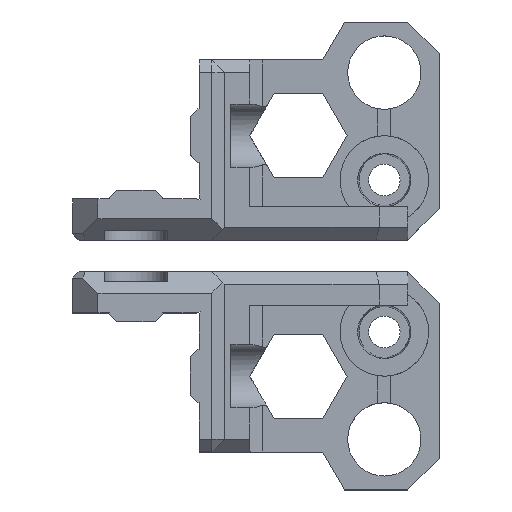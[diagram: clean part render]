
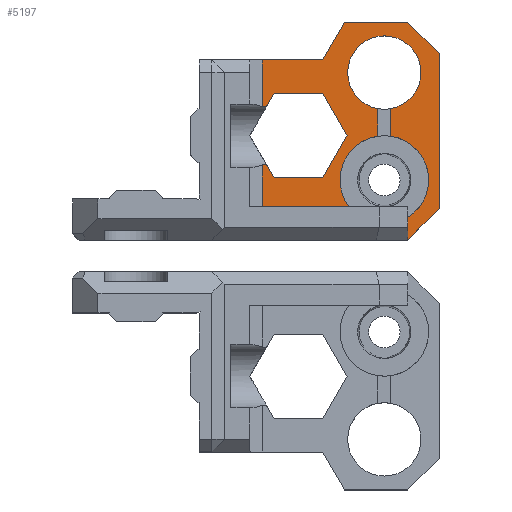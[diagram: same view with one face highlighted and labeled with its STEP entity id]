
A CAD part, top view. The second image highlights one B-rep face of the part: STEP entity #5197.
In plain terms, the highlighted planar face has unit normal (0, 0, 1).
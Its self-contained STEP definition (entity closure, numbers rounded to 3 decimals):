
#134=PLANE('',#5564);
#419=FACE_OUTER_BOUND('',#727,.T.);
#727=EDGE_LOOP('',(#3864,#3865,#3866,#3867,#3868,#3869,#3870,#3871,#3872,
#3873,#3874,#3875,#3876,#3877,#3878,#3879,#3880,#3881,#3882,#3883,#3884,
#3885,#3886,#3887));
#1065=LINE('',#7466,#1741);
#1068=LINE('',#7471,#1744);
#1070=LINE('',#7475,#1746);
#1127=LINE('',#7598,#1803);
#1132=LINE('',#7613,#1808);
#1135=LINE('',#7619,#1811);
#1136=LINE('',#7623,#1812);
#1137=LINE('',#7629,#1813);
#1138=LINE('',#7632,#1814);
#1139=LINE('',#7634,#1815);
#1140=LINE('',#7636,#1816);
#1141=LINE('',#7638,#1817);
#1142=LINE('',#7640,#1818);
#1143=LINE('',#7642,#1819);
#1144=LINE('',#7643,#1820);
#1145=LINE('',#7645,#1821);
#1146=LINE('',#7647,#1822);
#1147=LINE('',#7648,#1823);
#1148=LINE('',#7650,#1824);
#1149=LINE('',#7651,#1825);
#1741=VECTOR('',#6013,10.);
#1744=VECTOR('',#6018,10.);
#1746=VECTOR('',#6022,10.);
#1803=VECTOR('',#6115,10.);
#1808=VECTOR('',#6128,10.);
#1811=VECTOR('',#6133,10.);
#1812=VECTOR('',#6136,10.);
#1813=VECTOR('',#6141,10.);
#1814=VECTOR('',#6144,10.);
#1815=VECTOR('',#6145,10.);
#1816=VECTOR('',#6146,10.);
#1817=VECTOR('',#6147,10.);
#1818=VECTOR('',#6148,10.);
#1819=VECTOR('',#6149,10.);
#1820=VECTOR('',#6150,10.);
#1821=VECTOR('',#6151,10.);
#1822=VECTOR('',#6152,10.);
#1823=VECTOR('',#6153,10.);
#1824=VECTOR('',#6154,10.);
#1825=VECTOR('',#6155,10.);
#2376=CIRCLE('',#5565,7.);
#2377=CIRCLE('',#5566,5.8);
#2378=CIRCLE('',#5567,5.8);
#2379=CIRCLE('',#5568,7.);
#2472=VERTEX_POINT('',#7463);
#2473=VERTEX_POINT('',#7465);
#2474=VERTEX_POINT('',#7469);
#2475=VERTEX_POINT('',#7473);
#2515=VERTEX_POINT('',#7572);
#2521=VERTEX_POINT('',#7594);
#2523=VERTEX_POINT('',#7597);
#2528=VERTEX_POINT('',#7610);
#2529=VERTEX_POINT('',#7612);
#2531=VERTEX_POINT('',#7618);
#2532=VERTEX_POINT('',#7620);
#2533=VERTEX_POINT('',#7622);
#2534=VERTEX_POINT('',#7624);
#2535=VERTEX_POINT('',#7626);
#2536=VERTEX_POINT('',#7628);
#2537=VERTEX_POINT('',#7630);
#2538=VERTEX_POINT('',#7633);
#2539=VERTEX_POINT('',#7635);
#2540=VERTEX_POINT('',#7637);
#2541=VERTEX_POINT('',#7639);
#2542=VERTEX_POINT('',#7641);
#2543=VERTEX_POINT('',#7644);
#2544=VERTEX_POINT('',#7646);
#2545=VERTEX_POINT('',#7649);
#2970=EDGE_CURVE('',#2473,#2472,#1065,.T.);
#2973=EDGE_CURVE('',#2472,#2474,#1068,.T.);
#2975=EDGE_CURVE('',#2474,#2475,#1070,.T.);
#3036=EDGE_CURVE('',#2521,#2523,#1127,.T.);
#3043=EDGE_CURVE('',#2528,#2529,#1132,.T.);
#3046=EDGE_CURVE('',#2521,#2531,#1135,.T.);
#3047=EDGE_CURVE('',#2531,#2532,#2376,.T.);
#3048=EDGE_CURVE('',#2532,#2533,#1136,.T.);
#3049=EDGE_CURVE('',#2533,#2534,#2377,.T.);
#3050=EDGE_CURVE('',#2534,#2535,#2378,.T.);
#3051=EDGE_CURVE('',#2535,#2536,#1137,.T.);
#3052=EDGE_CURVE('',#2536,#2537,#2379,.T.);
#3053=EDGE_CURVE('',#2537,#2515,#1138,.T.);
#3054=EDGE_CURVE('',#2538,#2515,#1139,.T.);
#3055=EDGE_CURVE('',#2538,#2539,#1140,.T.);
#3056=EDGE_CURVE('',#2540,#2539,#1141,.T.);
#3057=EDGE_CURVE('',#2540,#2541,#1142,.T.);
#3058=EDGE_CURVE('',#2542,#2541,#1143,.T.);
#3059=EDGE_CURVE('',#2529,#2542,#1144,.T.);
#3060=EDGE_CURVE('',#2528,#2543,#1145,.T.);
#3061=EDGE_CURVE('',#2543,#2544,#1146,.T.);
#3062=EDGE_CURVE('',#2544,#2473,#1147,.T.);
#3063=EDGE_CURVE('',#2475,#2545,#1148,.T.);
#3064=EDGE_CURVE('',#2545,#2523,#1149,.T.);
#3864=ORIENTED_EDGE('',*,*,#3036,.F.);
#3865=ORIENTED_EDGE('',*,*,#3046,.T.);
#3866=ORIENTED_EDGE('',*,*,#3047,.T.);
#3867=ORIENTED_EDGE('',*,*,#3048,.T.);
#3868=ORIENTED_EDGE('',*,*,#3049,.T.);
#3869=ORIENTED_EDGE('',*,*,#3050,.T.);
#3870=ORIENTED_EDGE('',*,*,#3051,.T.);
#3871=ORIENTED_EDGE('',*,*,#3052,.T.);
#3872=ORIENTED_EDGE('',*,*,#3053,.T.);
#3873=ORIENTED_EDGE('',*,*,#3054,.F.);
#3874=ORIENTED_EDGE('',*,*,#3055,.T.);
#3875=ORIENTED_EDGE('',*,*,#3056,.F.);
#3876=ORIENTED_EDGE('',*,*,#3057,.T.);
#3877=ORIENTED_EDGE('',*,*,#3058,.F.);
#3878=ORIENTED_EDGE('',*,*,#3059,.F.);
#3879=ORIENTED_EDGE('',*,*,#3043,.F.);
#3880=ORIENTED_EDGE('',*,*,#3060,.T.);
#3881=ORIENTED_EDGE('',*,*,#3061,.T.);
#3882=ORIENTED_EDGE('',*,*,#3062,.T.);
#3883=ORIENTED_EDGE('',*,*,#2970,.T.);
#3884=ORIENTED_EDGE('',*,*,#2973,.T.);
#3885=ORIENTED_EDGE('',*,*,#2975,.T.);
#3886=ORIENTED_EDGE('',*,*,#3063,.T.);
#3887=ORIENTED_EDGE('',*,*,#3064,.T.);
#5197=ADVANCED_FACE('',(#419),#134,.T.);
#5564=AXIS2_PLACEMENT_3D('',#7617,#6131,#6132);
#5565=AXIS2_PLACEMENT_3D('',#7621,#6134,#6135);
#5566=AXIS2_PLACEMENT_3D('',#7625,#6137,#6138);
#5567=AXIS2_PLACEMENT_3D('',#7627,#6139,#6140);
#5568=AXIS2_PLACEMENT_3D('',#7631,#6142,#6143);
#6013=DIRECTION('',(0.5,-0.866,0.));
#6018=DIRECTION('',(-0.5,-0.866,0.));
#6022=DIRECTION('',(-1.,0.,0.));
#6115=DIRECTION('',(0.,1.,0.));
#6128=DIRECTION('',(0.,1.,0.));
#6131=DIRECTION('center_axis',(0.,0.,1.));
#6132=DIRECTION('ref_axis',(1.,0.,0.));
#6133=DIRECTION('',(1.,0.,0.));
#6134=DIRECTION('center_axis',(0.,0.,-1.));
#6135=DIRECTION('ref_axis',(1.,0.,0.));
#6136=DIRECTION('',(0.,1.,0.));
#6137=DIRECTION('center_axis',(0.,0.,-1.));
#6138=DIRECTION('ref_axis',(1.,0.,0.));
#6139=DIRECTION('center_axis',(0.,0.,-1.));
#6140=DIRECTION('ref_axis',(1.,0.,0.));
#6141=DIRECTION('',(0.,-1.,0.));
#6142=DIRECTION('center_axis',(0.,0.,-1.));
#6143=DIRECTION('ref_axis',(1.,0.,0.));
#6144=DIRECTION('',(0.,-1.,0.));
#6145=DIRECTION('',(-0.707,-0.707,0.));
#6146=DIRECTION('',(0.,1.,0.));
#6147=DIRECTION('',(0.707,-0.707,0.));
#6148=DIRECTION('',(-1.,0.,0.));
#6149=DIRECTION('',(0.5,0.866,0.));
#6150=DIRECTION('',(1.,0.,0.));
#6151=DIRECTION('',(1.,0.,0.));
#6152=DIRECTION('',(0.5,0.866,0.));
#6153=DIRECTION('',(1.,0.,0.));
#6154=DIRECTION('',(-0.5,0.866,0.));
#6155=DIRECTION('',(-1.,0.,0.));
#7463=CARTESIAN_POINT('',(-5.9,7.,0.));
#7465=CARTESIAN_POINT('',(-9.75,13.668,0.));
#7466=CARTESIAN_POINT('',(-5.9,7.,0.));
#7469=CARTESIAN_POINT('',(-9.75,0.332,0.));
#7471=CARTESIAN_POINT('',(-9.75,0.332,0.));
#7473=CARTESIAN_POINT('',(-17.45,0.332,0.));
#7475=CARTESIAN_POINT('',(-17.45,0.332,0.));
#7572=CARTESIAN_POINT('',(3.7,-9.515,0.));
#7594=CARTESIAN_POINT('',(-19.3,-4.215,0.));
#7597=CARTESIAN_POINT('',(-19.3,2.417,0.));
#7598=CARTESIAN_POINT('',(-19.3,1.764,0.));
#7610=CARTESIAN_POINT('',(-19.3,11.583,0.));
#7612=CARTESIAN_POINT('',(-19.3,19.,0.));
#7613=CARTESIAN_POINT('',(-19.3,1.764,0.));
#7617=CARTESIAN_POINT('Origin',(-20.3,7.743,0.));
#7618=CARTESIAN_POINT('',(-5.589,-4.215,0.));
#7619=CARTESIAN_POINT('',(-8.3,-4.215,0.));
#7620=CARTESIAN_POINT('',(-1.,6.928,0.));
#7621=CARTESIAN_POINT('Origin',(0.,0.,0.));
#7622=CARTESIAN_POINT('',(-1.,11.287,0.));
#7623=CARTESIAN_POINT('',(-1.,3.888,0.));
#7624=CARTESIAN_POINT('',(-5.8,17.,0.));
#7625=CARTESIAN_POINT('Origin',(0.,17.,0.));
#7626=CARTESIAN_POINT('',(1.,11.287,0.));
#7627=CARTESIAN_POINT('Origin',(0.,17.,0.));
#7628=CARTESIAN_POINT('',(1.,6.928,0.));
#7629=CARTESIAN_POINT('',(1.,11.287,0.));
#7630=CARTESIAN_POINT('',(3.7,-5.942,0.));
#7631=CARTESIAN_POINT('Origin',(0.,0.,0.));
#7632=CARTESIAN_POINT('',(3.7,-0.886,0.));
#7633=CARTESIAN_POINT('',(8.7,-4.515,0.));
#7634=CARTESIAN_POINT('',(3.264,-9.951,0.));
#7635=CARTESIAN_POINT('',(8.7,20.,0.));
#7636=CARTESIAN_POINT('',(8.7,-9.515,0.));
#7637=CARTESIAN_POINT('',(3.7,25.,0.));
#7638=CARTESIAN_POINT('',(3.264,25.436,0.));
#7639=CARTESIAN_POINT('',(-6.286,25.,0.));
#7640=CARTESIAN_POINT('',(8.7,25.,0.));
#7641=CARTESIAN_POINT('',(-9.75,19.,0.));
#7642=CARTESIAN_POINT('',(-9.75,19.,0.));
#7643=CARTESIAN_POINT('',(-29.3,19.,0.));
#7644=CARTESIAN_POINT('',(-18.654,11.583,0.));
#7645=CARTESIAN_POINT('',(-21.3,11.583,0.));
#7646=CARTESIAN_POINT('',(-17.45,13.668,0.));
#7647=CARTESIAN_POINT('',(-17.45,13.668,0.));
#7648=CARTESIAN_POINT('',(-9.75,13.668,0.));
#7649=CARTESIAN_POINT('',(-18.654,2.417,0.));
#7650=CARTESIAN_POINT('',(-21.3,7.,0.));
#7651=CARTESIAN_POINT('',(-21.3,2.417,0.));
